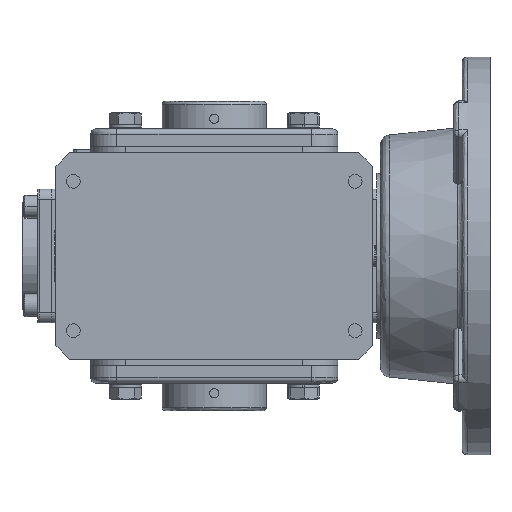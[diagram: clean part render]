
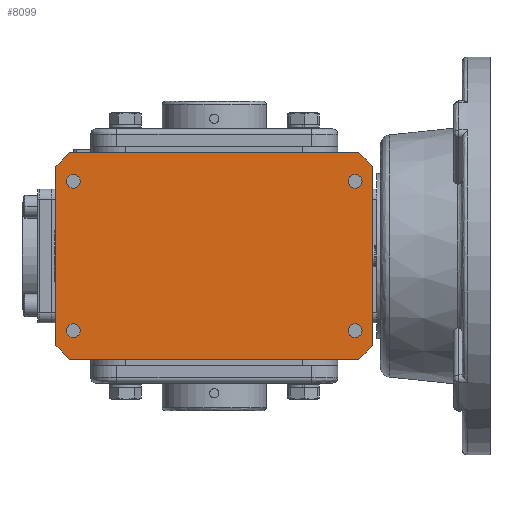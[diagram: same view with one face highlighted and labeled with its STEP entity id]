
A CAD part, front view. The second image highlights one B-rep face of the part: STEP entity #8099.
In plain terms, the highlighted planar face has unit normal (0, -1, 0).
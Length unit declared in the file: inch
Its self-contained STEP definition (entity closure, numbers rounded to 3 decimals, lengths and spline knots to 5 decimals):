
#34 = ORIENTED_EDGE ( 'NONE', *, *, #15534, .T. ) ;
#406 = EDGE_CURVE ( 'NONE', #19588, #11255, #8949, .T. ) ;
#411 = VERTEX_POINT ( 'NONE', #21284 ) ;
#457 = DIRECTION ( 'NONE',  ( 0., 1., 0. ) ) ;
#844 = DIRECTION ( 'NONE',  ( 0., 1., 0. ) ) ;
#1103 = AXIS2_PLACEMENT_3D ( 'NONE', #21807, #10746, #23644 ) ;
#1125 = DIRECTION ( 'NONE',  ( 0.707, 0., 0.707 ) ) ;
#1237 = ORIENTED_EDGE ( 'NONE', *, *, #22736, .T. ) ;
#1527 = LINE ( 'NONE', #3419, #16229 ) ;
#1636 = CARTESIAN_POINT ( 'NONE',  ( -3.1874, -2.93819, -1.6874 ) ) ;
#1790 = LINE ( 'NONE', #10153, #20844 ) ;
#1971 = VERTEX_POINT ( 'NONE', #10868 ) ;
#2012 = DIRECTION ( 'NONE',  ( 0., 1., 0. ) ) ;
#2183 = CARTESIAN_POINT ( 'NONE',  ( -3.58268, -2.93819, -2.34252 ) ) ;
#2274 = LINE ( 'NONE', #15425, #16392 ) ;
#2306 = ORIENTED_EDGE ( 'NONE', *, *, #18955, .F. ) ;
#2336 = DIRECTION ( 'NONE',  ( 1., 0., 0. ) ) ;
#2354 = CARTESIAN_POINT ( 'NONE',  ( 3.58268, -2.93819, -2.02756 ) ) ;
#2466 = DIRECTION ( 'NONE',  ( 0., 1., 0. ) ) ;
#2543 = VERTEX_POINT ( 'NONE', #7131 ) ;
#2723 = CIRCLE ( 'NONE', #7807, 0.15625 ) ;
#2786 = CARTESIAN_POINT ( 'NONE',  ( -3.1874, -2.93819, -1.53115 ) ) ;
#2886 = CARTESIAN_POINT ( 'NONE',  ( -3.1874, -2.93819, 1.6874 ) ) ;
#3206 = CARTESIAN_POINT ( 'NONE',  ( 3.1874, -2.93819, -1.53115 ) ) ;
#3269 = DIRECTION ( 'NONE',  ( 0.707, 0., 0.707 ) ) ;
#3419 = CARTESIAN_POINT ( 'NONE',  ( -3.58268, -2.93819, -2.02756 ) ) ;
#3481 = DIRECTION ( 'NONE',  ( 0., 0., -1. ) ) ;
#4076 = VERTEX_POINT ( 'NONE', #5682 ) ;
#4236 = CARTESIAN_POINT ( 'NONE',  ( -3.1874, -2.93819, -1.84365 ) ) ;
#4366 = CIRCLE ( 'NONE', #21811, 0.15625 ) ;
#4369 = EDGE_CURVE ( 'NONE', #9074, #21105, #1527, .T. ) ;
#4741 = DIRECTION ( 'NONE',  ( 0., 0., -1. ) ) ;
#4744 = CARTESIAN_POINT ( 'NONE',  ( -3.58268, -2.93819, 2.55906 ) ) ;
#4850 = ORIENTED_EDGE ( 'NONE', *, *, #16080, .T. ) ;
#5091 = CARTESIAN_POINT ( 'NONE',  ( 3.1874, -2.93819, 1.84365 ) ) ;
#5103 = CIRCLE ( 'NONE', #18060, 0.15625 ) ;
#5189 = CIRCLE ( 'NONE', #1103, 0.15625 ) ;
#5556 = CARTESIAN_POINT ( 'NONE',  ( 3.58268, -2.93819, 2.34252 ) ) ;
#5682 = CARTESIAN_POINT ( 'NONE',  ( 3.1874, -2.93819, -1.84365 ) ) ;
#6275 = CIRCLE ( 'NONE', #11885, 0.15625 ) ;
#6380 = VERTEX_POINT ( 'NONE', #4236 ) ;
#6418 = AXIS2_PLACEMENT_3D ( 'NONE', #2886, #15782, #4741 ) ;
#6502 = CARTESIAN_POINT ( 'NONE',  ( -3.26772, -2.93819, 2.34252 ) ) ;
#6568 = DIRECTION ( 'NONE',  ( 0., 0., -1. ) ) ;
#6863 = FACE_BOUND ( 'NONE', #15427, .T. ) ;
#7131 = CARTESIAN_POINT ( 'NONE',  ( -3.26772, -2.93819, 2.34252 ) ) ;
#7462 = FACE_OUTER_BOUND ( 'NONE', #17512, .T. ) ;
#7513 = ORIENTED_EDGE ( 'NONE', *, *, #19391, .T. ) ;
#7663 = CARTESIAN_POINT ( 'NONE',  ( -3.1874, -2.93819, 1.84365 ) ) ;
#7750 = VERTEX_POINT ( 'NONE', #5091 ) ;
#7807 = AXIS2_PLACEMENT_3D ( 'NONE', #11506, #457, #13358 ) ;
#8099 = ADVANCED_FACE ( 'NONE', ( #7462, #12371, #11802, #16684, #6863 ), #15785, .T. ) ;
#8131 = CIRCLE ( 'NONE', #19149, 0.15625 ) ;
#8322 = CARTESIAN_POINT ( 'NONE',  ( 3.58268, -2.93819, 2.02756 ) ) ;
#8450 = ORIENTED_EDGE ( 'NONE', *, *, #14100, .T. ) ;
#8949 = CIRCLE ( 'NONE', #6418, 0.15625 ) ;
#9074 = VERTEX_POINT ( 'NONE', #9398 ) ;
#9398 = CARTESIAN_POINT ( 'NONE',  ( -3.58268, -2.93819, -2.02756 ) ) ;
#9573 = LINE ( 'NONE', #16305, #19366 ) ;
#9655 = VECTOR ( 'NONE', #12912, 39.37008 ) ;
#9834 = EDGE_CURVE ( 'NONE', #15031, #2543, #19262, .T. ) ;
#10153 = CARTESIAN_POINT ( 'NONE',  ( -3.58268, -2.93819, 2.34252 ) ) ;
#10215 = CARTESIAN_POINT ( 'NONE',  ( -3.58268, -2.93819, 2.02756 ) ) ;
#10746 = DIRECTION ( 'NONE',  ( 0., 1., 0. ) ) ;
#10773 = LINE ( 'NONE', #2183, #20614 ) ;
#10868 = CARTESIAN_POINT ( 'NONE',  ( 3.26772, -2.93819, -2.34252 ) ) ;
#10957 = DIRECTION ( 'NONE',  ( 0., 1., 0. ) ) ;
#11255 = VERTEX_POINT ( 'NONE', #18075 ) ;
#11410 = AXIS2_PLACEMENT_3D ( 'NONE', #1636, #14538, #3481 ) ;
#11506 = CARTESIAN_POINT ( 'NONE',  ( -3.1874, -2.93819, 1.6874 ) ) ;
#11589 = VERTEX_POINT ( 'NONE', #3206 ) ;
#11798 = ORIENTED_EDGE ( 'NONE', *, *, #19514, .T. ) ;
#11802 = FACE_BOUND ( 'NONE', #21899, .T. ) ;
#11885 = AXIS2_PLACEMENT_3D ( 'NONE', #22029, #10957, #23867 ) ;
#11889 = ORIENTED_EDGE ( 'NONE', *, *, #22781, .F. ) ;
#11895 = CARTESIAN_POINT ( 'NONE',  ( -3.26772, -2.93819, -2.34252 ) ) ;
#11900 = CARTESIAN_POINT ( 'NONE',  ( -3.1874, -2.93819, -1.6874 ) ) ;
#11910 = EDGE_CURVE ( 'NONE', #11255, #19588, #2723, .T. ) ;
#12278 = ORIENTED_EDGE ( 'NONE', *, *, #11910, .T. ) ;
#12371 = FACE_BOUND ( 'NONE', #22006, .T. ) ;
#12749 = ORIENTED_EDGE ( 'NONE', *, *, #14256, .T. ) ;
#12912 = DIRECTION ( 'NONE',  ( 0., 0., 1. ) ) ;
#13067 = CARTESIAN_POINT ( 'NONE',  ( 3.1874, -2.93819, 1.6874 ) ) ;
#13358 = DIRECTION ( 'NONE',  ( 0., 0., -1. ) ) ;
#13495 = CARTESIAN_POINT ( 'NONE',  ( 3.1874, -2.93819, 1.6874 ) ) ;
#13625 = CIRCLE ( 'NONE', #11410, 0.15625 ) ;
#13694 = ORIENTED_EDGE ( 'NONE', *, *, #9834, .F. ) ;
#13744 = DIRECTION ( 'NONE',  ( 0., 0., -1. ) ) ;
#13876 = ORIENTED_EDGE ( 'NONE', *, *, #22436, .T. ) ;
#14100 = EDGE_CURVE ( 'NONE', #21105, #1971, #10773, .T. ) ;
#14256 = EDGE_CURVE ( 'NONE', #14469, #21648, #14531, .T. ) ;
#14308 = CARTESIAN_POINT ( 'NONE',  ( 3.58268, -2.93819, -2.02756 ) ) ;
#14338 = VECTOR ( 'NONE', #1125, 39.37008 ) ;
#14469 = VERTEX_POINT ( 'NONE', #2354 ) ;
#14531 = LINE ( 'NONE', #5556, #9655 ) ;
#14538 = DIRECTION ( 'NONE',  ( 0., 1., 0. ) ) ;
#14708 = LINE ( 'NONE', #14308, #20184 ) ;
#14736 = ORIENTED_EDGE ( 'NONE', *, *, #4369, .T. ) ;
#14754 = ORIENTED_EDGE ( 'NONE', *, *, #23860, .T. ) ;
#14908 = DIRECTION ( 'NONE',  ( 0., 0., -1. ) ) ;
#15031 = VERTEX_POINT ( 'NONE', #10215 ) ;
#15374 = DIRECTION ( 'NONE',  ( 0., 0., -1. ) ) ;
#15425 = CARTESIAN_POINT ( 'NONE',  ( 3.26772, -2.93819, 2.34252 ) ) ;
#15427 = EDGE_LOOP ( 'NONE', ( #7513, #1237 ) ) ;
#15534 = EDGE_CURVE ( 'NONE', #6380, #23649, #13625, .T. ) ;
#15782 = DIRECTION ( 'NONE',  ( 0., 1., 0. ) ) ;
#15785 = PLANE ( 'NONE',  #19042 ) ;
#16080 = EDGE_CURVE ( 'NONE', #15031, #9074, #1790, .T. ) ;
#16229 = VECTOR ( 'NONE', #19963, 39.37008 ) ;
#16305 = CARTESIAN_POINT ( 'NONE',  ( -3.58268, -2.93819, 2.34252 ) ) ;
#16392 = VECTOR ( 'NONE', #17265, 39.37008 ) ;
#16445 = EDGE_CURVE ( 'NONE', #23649, #6380, #8131, .T. ) ;
#16684 = FACE_BOUND ( 'NONE', #20449, .T. ) ;
#17265 = DIRECTION ( 'NONE',  ( 0.707, 0., -0.707 ) ) ;
#17512 = EDGE_LOOP ( 'NONE', ( #4850, #14736, #8450, #14754, #12749, #2306, #11889, #13694 ) ) ;
#17561 = DIRECTION ( 'NONE',  ( 0., 0., -1. ) ) ;
#17566 = DIRECTION ( 'NONE',  ( 0., -1., 0. ) ) ;
#18060 = AXIS2_PLACEMENT_3D ( 'NONE', #13067, #2012, #14908 ) ;
#18075 = CARTESIAN_POINT ( 'NONE',  ( -3.1874, -2.93819, 1.53115 ) ) ;
#18955 = EDGE_CURVE ( 'NONE', #411, #21648, #2274, .T. ) ;
#19042 = AXIS2_PLACEMENT_3D ( 'NONE', #4744, #17566, #6568 ) ;
#19149 = AXIS2_PLACEMENT_3D ( 'NONE', #11900, #844, #13744 ) ;
#19262 = LINE ( 'NONE', #6502, #14338 ) ;
#19280 = ORIENTED_EDGE ( 'NONE', *, *, #406, .T. ) ;
#19366 = VECTOR ( 'NONE', #23730, 39.37008 ) ;
#19391 = EDGE_CURVE ( 'NONE', #4076, #11589, #6275, .T. ) ;
#19514 = EDGE_CURVE ( 'NONE', #7750, #22744, #5103, .T. ) ;
#19588 = VERTEX_POINT ( 'NONE', #7663 ) ;
#19942 = CARTESIAN_POINT ( 'NONE',  ( 3.1874, -2.93819, 1.53115 ) ) ;
#19963 = DIRECTION ( 'NONE',  ( 0.707, 0., -0.707 ) ) ;
#20184 = VECTOR ( 'NONE', #3269, 39.37008 ) ;
#20449 = EDGE_LOOP ( 'NONE', ( #13876, #11798 ) ) ;
#20614 = VECTOR ( 'NONE', #2336, 39.37008 ) ;
#20844 = VECTOR ( 'NONE', #17561, 39.37008 ) ;
#21105 = VERTEX_POINT ( 'NONE', #11895 ) ;
#21284 = CARTESIAN_POINT ( 'NONE',  ( 3.26772, -2.93819, 2.34252 ) ) ;
#21410 = ORIENTED_EDGE ( 'NONE', *, *, #16445, .T. ) ;
#21648 = VERTEX_POINT ( 'NONE', #8322 ) ;
#21807 = CARTESIAN_POINT ( 'NONE',  ( 3.1874, -2.93819, -1.6874 ) ) ;
#21811 = AXIS2_PLACEMENT_3D ( 'NONE', #13495, #2466, #15374 ) ;
#21899 = EDGE_LOOP ( 'NONE', ( #12278, #19280 ) ) ;
#22006 = EDGE_LOOP ( 'NONE', ( #34, #21410 ) ) ;
#22029 = CARTESIAN_POINT ( 'NONE',  ( 3.1874, -2.93819, -1.6874 ) ) ;
#22436 = EDGE_CURVE ( 'NONE', #22744, #7750, #4366, .T. ) ;
#22736 = EDGE_CURVE ( 'NONE', #11589, #4076, #5189, .T. ) ;
#22744 = VERTEX_POINT ( 'NONE', #19942 ) ;
#22781 = EDGE_CURVE ( 'NONE', #2543, #411, #9573, .T. ) ;
#23644 = DIRECTION ( 'NONE',  ( 0., 0., -1. ) ) ;
#23649 = VERTEX_POINT ( 'NONE', #2786 ) ;
#23730 = DIRECTION ( 'NONE',  ( 1., 0., 0. ) ) ;
#23860 = EDGE_CURVE ( 'NONE', #1971, #14469, #14708, .T. ) ;
#23867 = DIRECTION ( 'NONE',  ( 0., 0., -1. ) ) ;
